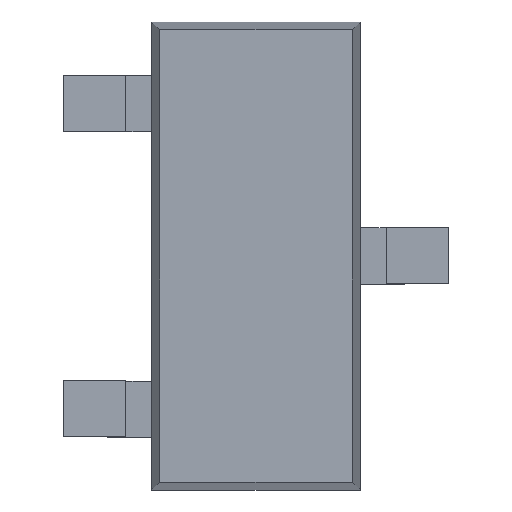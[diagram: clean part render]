
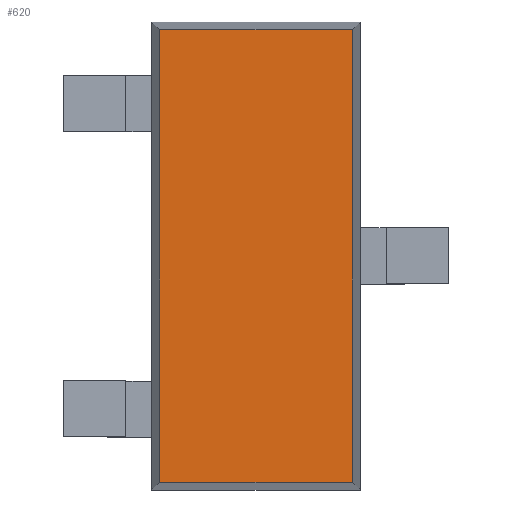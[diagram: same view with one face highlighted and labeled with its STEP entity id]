
A CAD part, top view. The second image highlights one B-rep face of the part: STEP entity #620.
In plain terms, the highlighted planar face has unit normal (0, 0, 1).
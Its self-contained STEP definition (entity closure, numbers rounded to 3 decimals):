
#45=DIRECTION('',(1.,0.,0.));
#46=VECTOR('',#45,1.204);
#47=CARTESIAN_POINT('',(-0.602,-1.413,0.4));
#48=LINE('',#47,#46);
#73=DIRECTION('',(0.,-1.,0.));
#74=VECTOR('',#73,2.824);
#75=CARTESIAN_POINT('',(0.602,1.411,0.4));
#76=LINE('',#75,#74);
#77=DIRECTION('',(0.,-1.,0.));
#78=VECTOR('',#77,2.824);
#79=CARTESIAN_POINT('',(-0.602,1.411,0.4));
#80=LINE('',#79,#78);
#81=DIRECTION('',(1.,0.,0.));
#82=VECTOR('',#81,1.204);
#83=CARTESIAN_POINT('',(-0.602,1.411,0.4));
#84=LINE('',#83,#82);
#410=CARTESIAN_POINT('',(0.602,1.411,0.4));
#412=VERTEX_POINT('',#410);
#414=CARTESIAN_POINT('',(-0.602,1.411,0.4));
#416=VERTEX_POINT('',#414);
#417=CARTESIAN_POINT('',(0.602,-1.413,0.4));
#418=VERTEX_POINT('',#417);
#419=CARTESIAN_POINT('',(-0.602,-1.413,0.4));
#420=VERTEX_POINT('',#419);
#608=CARTESIAN_POINT('',(-0.65,1.411,0.4));
#609=DIRECTION('',(0.,0.,1.));
#610=DIRECTION('',(0.,-1.,0.));
#611=AXIS2_PLACEMENT_3D('',#608,#609,#610);
#612=PLANE('',#611);
#613=ORIENTED_EDGE('',*,*,#585,.T.);
#614=ORIENTED_EDGE('',*,*,#571,.F.);
#616=ORIENTED_EDGE('',*,*,#615,.F.);
#617=ORIENTED_EDGE('',*,*,#596,.T.);
#618=EDGE_LOOP('',(#613,#614,#616,#617));
#619=FACE_OUTER_BOUND('',#618,.F.);
#571=EDGE_CURVE('',#420,#418,#48,.T.);
#585=EDGE_CURVE('',#412,#418,#76,.T.);
#596=EDGE_CURVE('',#416,#412,#84,.T.);
#615=EDGE_CURVE('',#416,#420,#80,.T.);
#620=ADVANCED_FACE('',(#619),#612,.T.);
